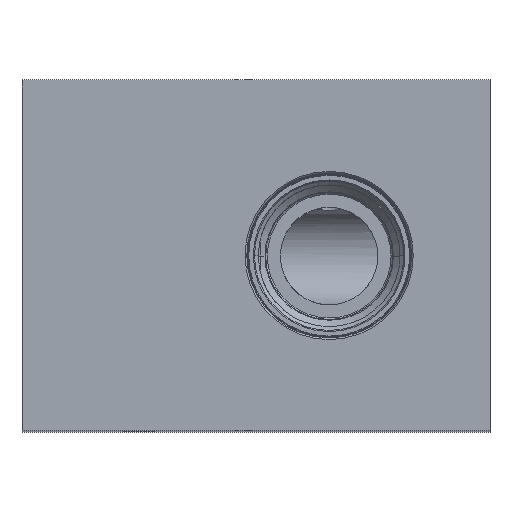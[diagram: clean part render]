
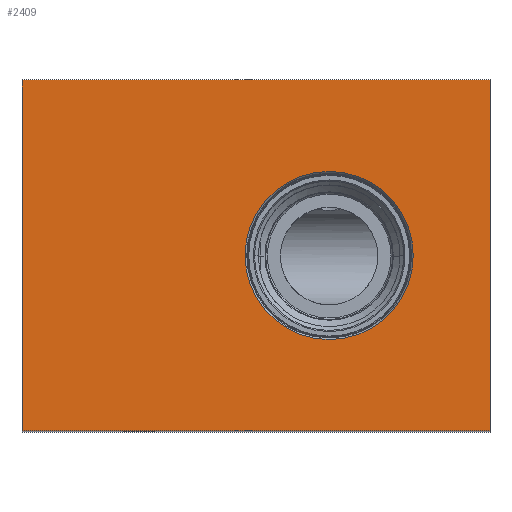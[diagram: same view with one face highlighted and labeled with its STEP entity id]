
A CAD part, top view. The second image highlights one B-rep face of the part: STEP entity #2409.
In plain terms, the highlighted planar face has unit normal (0, 0, 1).
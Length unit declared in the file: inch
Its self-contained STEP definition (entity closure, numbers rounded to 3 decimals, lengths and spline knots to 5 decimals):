
#133=DIRECTION('',(0.,-1.,0.));
#134=VECTOR('',#133,4.5);
#135=CARTESIAN_POINT('',(0.,0.,7.625));
#136=LINE('',#135,#134);
#137=DIRECTION('',(-1.,0.,0.));
#138=VECTOR('',#137,6.);
#139=CARTESIAN_POINT('',(6.,0.,7.625));
#140=LINE('',#139,#138);
#141=DIRECTION('',(0.,1.,0.));
#142=VECTOR('',#141,4.5);
#143=CARTESIAN_POINT('',(6.,-4.5,7.625));
#144=LINE('',#143,#142);
#145=DIRECTION('',(1.,0.,0.));
#146=VECTOR('',#145,6.);
#147=CARTESIAN_POINT('',(0.,-4.5,7.625));
#148=LINE('',#147,#146);
#149=CARTESIAN_POINT('',(3.938,-2.25,7.625));
#150=DIRECTION('',(0.,0.,-1.));
#151=DIRECTION('',(-1.,0.,0.));
#152=AXIS2_PLACEMENT_3D('',#149,#150,#151);
#154=CARTESIAN_POINT('',(3.938,-2.25,7.625));
#155=DIRECTION('',(0.,0.,-1.));
#156=DIRECTION('',(1.,0.,0.));
#157=AXIS2_PLACEMENT_3D('',#154,#155,#156);
#1963=CARTESIAN_POINT('',(0.,0.,7.625));
#1964=CARTESIAN_POINT('',(0.,-4.5,7.625));
#1965=VERTEX_POINT('',#1963);
#1966=VERTEX_POINT('',#1964);
#1967=CARTESIAN_POINT('',(6.,-4.5,7.625));
#1968=VERTEX_POINT('',#1967);
#1969=CARTESIAN_POINT('',(6.,0.,7.625));
#1970=VERTEX_POINT('',#1969);
#2033=CARTESIAN_POINT('',(2.86,-2.25,7.625));
#2034=CARTESIAN_POINT('',(5.016,-2.25,7.625));
#2035=VERTEX_POINT('',#2033);
#2036=VERTEX_POINT('',#2034);
#2392=CARTESIAN_POINT('',(0.,0.,7.625));
#2393=DIRECTION('',(0.,0.,1.));
#2394=DIRECTION('',(1.,0.,0.));
#2395=AXIS2_PLACEMENT_3D('',#2392,#2393,#2394);
#2396=PLANE('',#2395);
#2397=ORIENTED_EDGE('',*,*,#2290,.F.);
#2398=ORIENTED_EDGE('',*,*,#2317,.F.);
#2399=ORIENTED_EDGE('',*,*,#2349,.F.);
#2400=ORIENTED_EDGE('',*,*,#2374,.F.);
#2401=EDGE_LOOP('',(#2397,#2398,#2399,#2400));
#2402=FACE_OUTER_BOUND('',#2401,.F.);
#2404=ORIENTED_EDGE('',*,*,#2403,.F.);
#2406=ORIENTED_EDGE('',*,*,#2405,.F.);
#2407=EDGE_LOOP('',(#2404,#2406));
#2408=FACE_BOUND('',#2407,.F.);
#2409=ADVANCED_FACE('',(#2402,#2408),#2396,.T.);
#153=CIRCLE('',#152,1.078);
#158=CIRCLE('',#157,1.078);
#2290=EDGE_CURVE('',#1965,#1966,#136,.T.);
#2317=EDGE_CURVE('',#1970,#1965,#140,.T.);
#2349=EDGE_CURVE('',#1968,#1970,#144,.T.);
#2374=EDGE_CURVE('',#1966,#1968,#148,.T.);
#2403=EDGE_CURVE('',#2035,#2036,#153,.T.);
#2405=EDGE_CURVE('',#2036,#2035,#158,.T.);
